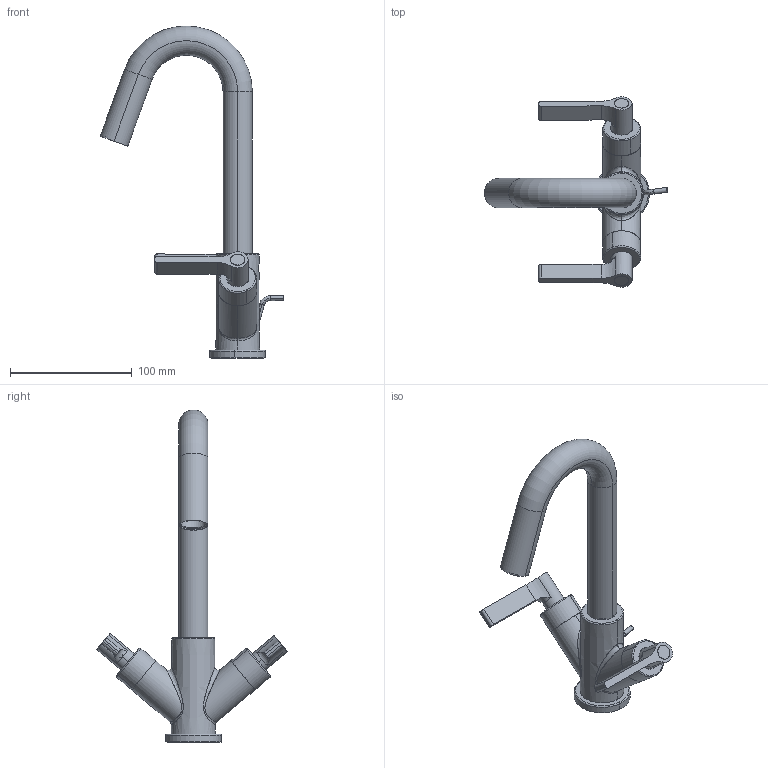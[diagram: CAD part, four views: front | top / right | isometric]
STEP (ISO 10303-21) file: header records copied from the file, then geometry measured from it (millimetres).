
FILE_DESCRIPTION(('CATIA V5 STEP Exchange','CAx-IF Rec.Pracs.--- Model Styling and Organization---1.5--- 2016-08-15','CAx-IF Rec.Pracs.---Supplemental Geometry---1.0---2011-11-01','CAx-IF Rec.Pracs.--- Composite Materials ---3.4---2017-06-13','CAx-IF Rec.Pracs.---Tessellated 3D Geometry---1.0---2015-12-17'),'2;1');
FILE_NAME('GL000510.stp','2023-02-03T08:45:18+00:00',('none'),('none'),'CATIA Version 5-6 Release 2020 SP2','CATIA V5 STEP AP242 v2','none');
FILE_SCHEMA(('AP242_MANAGED_MODEL_BASED_3D_ENGINEERING_MIM_LF {1 0 10303 442 1 1 4}'));
Length unit declared in the file: millimetre
Products named in the file (1): Product1_AllCATPart
Bounding box: 150.54 x 156.26 x 272.3 mm (x, y, z)
Volume: 72226.7 mm3; surface area: 83886.3 mm2
Topology: 11 solids, 44 shells, 664 faces, 1942 edges, 1354 vertices
Faces by surface type: plane 365, cylinder 120, extrusion 104, cone 52, torus 19, bspline 4
Entity records: 25234 total; most frequent: CARTESIAN_POINT 8827, ORIENTED_EDGE 3693, DIRECTION 2180, EDGE_CURVE 1940, VERTEX_POINT 1354, VECTOR 952, AXIS2_PLACEMENT_3D 930, LINE 848
